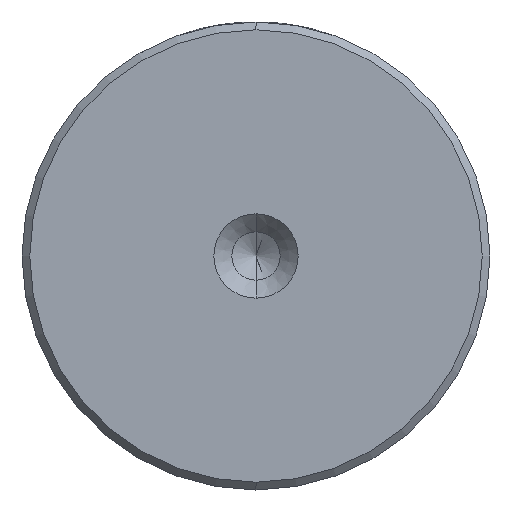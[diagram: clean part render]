
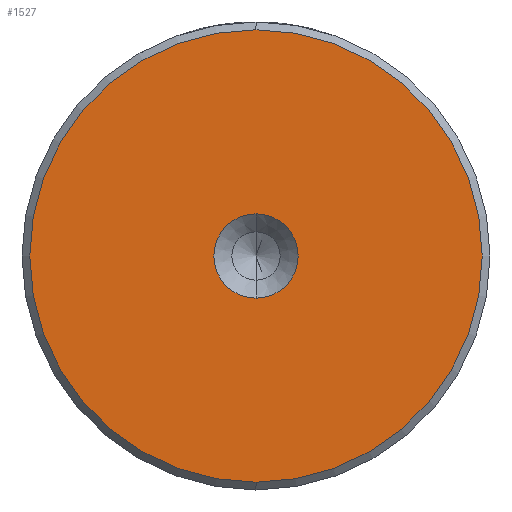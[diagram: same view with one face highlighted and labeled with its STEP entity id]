
A CAD part, left-side view. The second image highlights one B-rep face of the part: STEP entity #1527.
In plain terms, the highlighted planar face has unit normal (-1, 0, 0).
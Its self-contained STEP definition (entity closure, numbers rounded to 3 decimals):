
#87 = CARTESIAN_POINT ( 'NONE',  ( 0., 0., 2.7 ) ) ;
#97 = DIRECTION ( 'NONE',  ( 0., 0., 1. ) ) ;
#152 = EDGE_CURVE ( 'NONE', #1756, #1512, #1515, .T. ) ;
#181 = CARTESIAN_POINT ( 'NONE',  ( 0., 0., 0. ) ) ;
#209 = CIRCLE ( 'NONE', #2086, 14.5 ) ;
#264 = ORIENTED_EDGE ( 'NONE', *, *, #561, .T. ) ;
#286 = DIRECTION ( 'NONE',  ( -1., 0., 0. ) ) ;
#299 = AXIS2_PLACEMENT_3D ( 'NONE', #2283, #542, #1904 ) ;
#343 = PLANE ( 'NONE',  #299 ) ;
#395 = DIRECTION ( 'NONE',  ( 0., 0., 1. ) ) ;
#418 = ORIENTED_EDGE ( 'NONE', *, *, #152, .F. ) ;
#481 = VERTEX_POINT ( 'NONE', #1822 ) ;
#499 = CARTESIAN_POINT ( 'NONE',  ( 0., 0., 0. ) ) ;
#532 = EDGE_CURVE ( 'NONE', #481, #571, #1777, .T. ) ;
#542 = DIRECTION ( 'NONE',  ( -1., 0., 0. ) ) ;
#561 = EDGE_CURVE ( 'NONE', #571, #481, #209, .T. ) ;
#564 = AXIS2_PLACEMENT_3D ( 'NONE', #181, #1551, #395 ) ;
#571 = VERTEX_POINT ( 'NONE', #2247 ) ;
#694 = DIRECTION ( 'NONE',  ( 0., 0., 1. ) ) ;
#758 = FACE_OUTER_BOUND ( 'NONE', #2448, .T. ) ;
#875 = AXIS2_PLACEMENT_3D ( 'NONE', #2430, #1282, #97 ) ;
#1117 = CARTESIAN_POINT ( 'NONE',  ( 0., 0., -2.7 ) ) ;
#1282 = DIRECTION ( 'NONE',  ( -1., 0., 0. ) ) ;
#1356 = EDGE_CURVE ( 'NONE', #1512, #1756, #2238, .T. ) ;
#1363 = EDGE_LOOP ( 'NONE', ( #418, #1467 ) ) ;
#1458 = CARTESIAN_POINT ( 'NONE',  ( 0., 0., 0. ) ) ;
#1467 = ORIENTED_EDGE ( 'NONE', *, *, #1356, .F. ) ;
#1512 = VERTEX_POINT ( 'NONE', #1117 ) ;
#1515 = CIRCLE ( 'NONE', #564, 2.7 ) ;
#1527 = ADVANCED_FACE ( 'NONE', ( #758, #1727 ), #343, .T. ) ;
#1551 = DIRECTION ( 'NONE',  ( -1., 0., 0. ) ) ;
#1645 = DIRECTION ( 'NONE',  ( 0., 0., 1. ) ) ;
#1727 = FACE_BOUND ( 'NONE', #1363, .T. ) ;
#1756 = VERTEX_POINT ( 'NONE', #87 ) ;
#1777 = CIRCLE ( 'NONE', #1817, 14.5 ) ;
#1817 = AXIS2_PLACEMENT_3D ( 'NONE', #1458, #286, #1645 ) ;
#1822 = CARTESIAN_POINT ( 'NONE',  ( 0., 0., 14.5 ) ) ;
#1863 = DIRECTION ( 'NONE',  ( -1., 0., 0. ) ) ;
#1887 = ORIENTED_EDGE ( 'NONE', *, *, #532, .T. ) ;
#1904 = DIRECTION ( 'NONE',  ( 0., 0., 1. ) ) ;
#2086 = AXIS2_PLACEMENT_3D ( 'NONE', #499, #1863, #694 ) ;
#2238 = CIRCLE ( 'NONE', #875, 2.7 ) ;
#2247 = CARTESIAN_POINT ( 'NONE',  ( 0., 0., -14.5 ) ) ;
#2283 = CARTESIAN_POINT ( 'NONE',  ( 0., 0., 0. ) ) ;
#2430 = CARTESIAN_POINT ( 'NONE',  ( 0., 0., 0. ) ) ;
#2448 = EDGE_LOOP ( 'NONE', ( #264, #1887 ) ) ;
